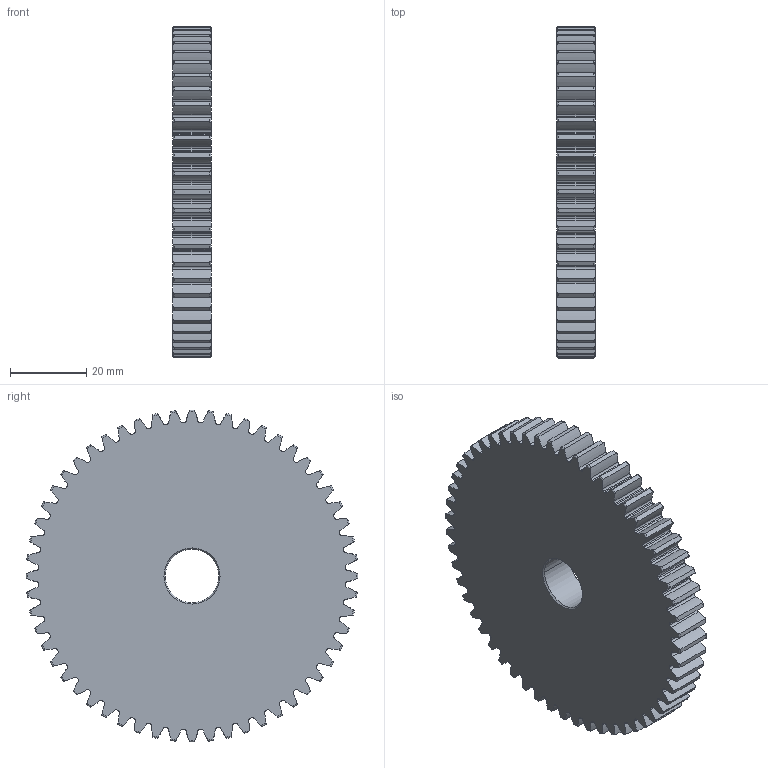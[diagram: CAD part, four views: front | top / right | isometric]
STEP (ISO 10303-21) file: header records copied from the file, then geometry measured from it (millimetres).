
FILE_DESCRIPTION((''),'2;1');
FILE_NAME('A_1C_1MYK15056','2019-09-08T',('SYSTEM'),(''),'PRO/ENGINEER BY PARAMETRIC TECHNOLOGY CORPORATION, 2016360','PRO/ENGINEER BY PARAMETRIC TECHNOLOGY CORPORATION, 2016360','');
FILE_SCHEMA(('AUTOMOTIVE_DESIGN { 1 0 10303 214 1 1 1 1 }'));
Length unit declared in the file: millimetre
Products named in the file (1): A_1C_1MYK15056
Bounding box: 10 x 87 x 87 mm (x, y, z)
Volume: 53702.5 mm3; surface area: 16194.4 mm2
Topology: 1 solids, 1 shells, 456 faces, 1358 edges, 904 vertices
Faces by surface type: cylinder 226, torus 112, extrusion 112, cone 4, plane 2
Entity records: 19609 total; most frequent: CARTESIAN_POINT 7526, ORIENTED_EDGE 2716, DIRECTION 2278, EDGE_CURVE 1358, AXIS2_PLACEMENT_3D 912, VERTEX_POINT 904, CIRCLE 568, B_SPLINE_CURVE_WITH_KNOTS 560
